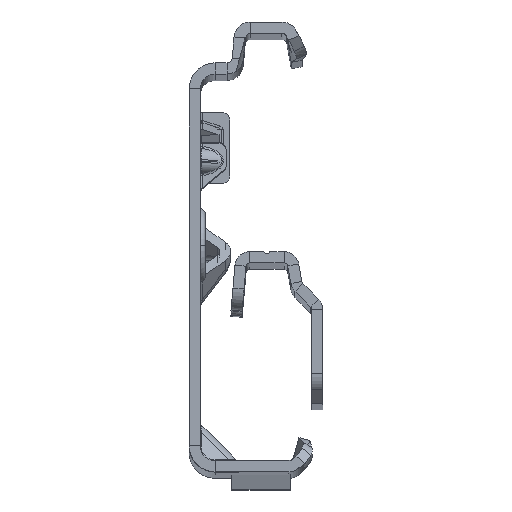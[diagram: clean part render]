
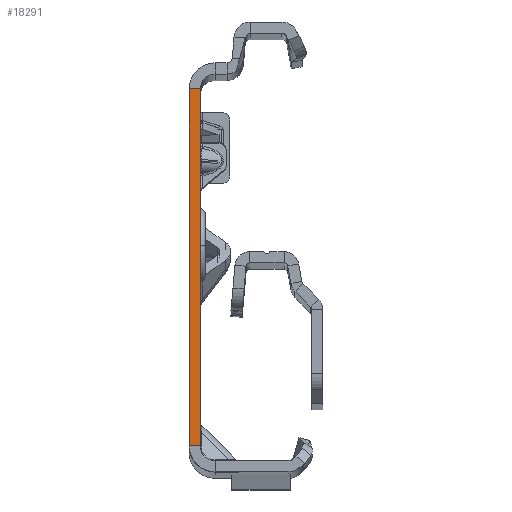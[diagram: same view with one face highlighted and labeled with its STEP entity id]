
A CAD part, top view. The second image highlights one B-rep face of the part: STEP entity #18291.
In plain terms, the highlighted planar face has unit normal (0, 0, 1).
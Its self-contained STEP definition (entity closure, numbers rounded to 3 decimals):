
#488 = VECTOR ( 'NONE', #19272, 1000. ) ;
#883 = VERTEX_POINT ( 'NONE', #2956 ) ;
#1697 = CARTESIAN_POINT ( 'NONE',  ( 0., 22.135, 0. ) ) ;
#1959 = LINE ( 'NONE', #1697, #24534 ) ;
#2690 = VECTOR ( 'NONE', #47243, 1000. ) ;
#2956 = CARTESIAN_POINT ( 'NONE',  ( -1.5, 22.135, 0. ) ) ;
#3973 = ORIENTED_EDGE ( 'NONE', *, *, #21769, .T. ) ;
#9228 = LINE ( 'NONE', #34202, #2690 ) ;
#9490 = FACE_OUTER_BOUND ( 'NONE', #45186, .T. ) ;
#10032 = DIRECTION ( 'NONE',  ( 0., 0., 1. ) ) ;
#11357 = ORIENTED_EDGE ( 'NONE', *, *, #37664, .F. ) ;
#13443 = EDGE_CURVE ( 'NONE', #49743, #34831, #37501, .T. ) ;
#13908 = DIRECTION ( 'NONE',  ( 1., 0., 0. ) ) ;
#16701 = DIRECTION ( 'NONE',  ( -1., 0., 0. ) ) ;
#17598 = EDGE_CURVE ( 'NONE', #41306, #883, #1959, .T. ) ;
#18291 = ADVANCED_FACE ( 'NONE', ( #9490 ), #26380, .T. ) ;
#19272 = DIRECTION ( 'NONE',  ( 0., -1., 0. ) ) ;
#21769 = EDGE_CURVE ( 'NONE', #883, #34831, #9228, .T. ) ;
#22864 = AXIS2_PLACEMENT_3D ( 'NONE', #26918, #10032, #13908 ) ;
#22923 = CARTESIAN_POINT ( 'NONE',  ( -1.5, -25.865, 0. ) ) ;
#24534 = VECTOR ( 'NONE', #36361, 1000. ) ;
#26380 = PLANE ( 'NONE',  #22864 ) ;
#26737 = CARTESIAN_POINT ( 'NONE',  ( 0., -27.865, 0. ) ) ;
#26918 = CARTESIAN_POINT ( 'NONE',  ( -1.5, -27.865, 0. ) ) ;
#32471 = CARTESIAN_POINT ( 'NONE',  ( 0., 22.135, 0. ) ) ;
#34020 = ORIENTED_EDGE ( 'NONE', *, *, #17598, .T. ) ;
#34073 = VECTOR ( 'NONE', #16701, 1000. ) ;
#34202 = CARTESIAN_POINT ( 'NONE',  ( -1.5, -27.865, 0. ) ) ;
#34831 = VERTEX_POINT ( 'NONE', #22923 ) ;
#36361 = DIRECTION ( 'NONE',  ( -1., 0., 0. ) ) ;
#37501 = LINE ( 'NONE', #38065, #34073 ) ;
#37664 = EDGE_CURVE ( 'NONE', #41306, #49743, #48127, .T. ) ;
#38065 = CARTESIAN_POINT ( 'NONE',  ( 0., -25.865, 0. ) ) ;
#40160 = ORIENTED_EDGE ( 'NONE', *, *, #13443, .F. ) ;
#41306 = VERTEX_POINT ( 'NONE', #32471 ) ;
#45186 = EDGE_LOOP ( 'NONE', ( #11357, #34020, #3973, #40160 ) ) ;
#47243 = DIRECTION ( 'NONE',  ( 0., -1., 0. ) ) ;
#47783 = CARTESIAN_POINT ( 'NONE',  ( 0., -25.865, 0. ) ) ;
#48127 = LINE ( 'NONE', #26737, #488 ) ;
#49743 = VERTEX_POINT ( 'NONE', #47783 ) ;
